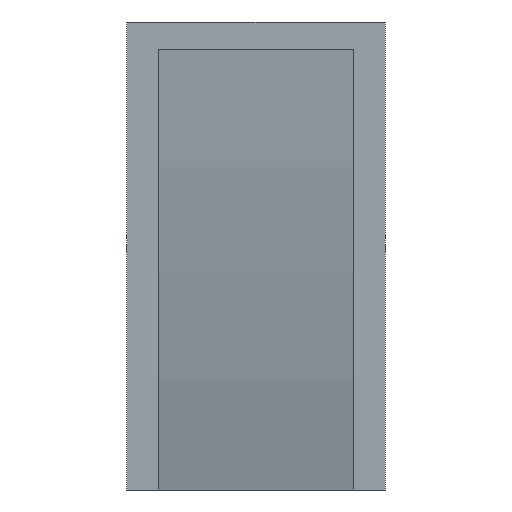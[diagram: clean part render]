
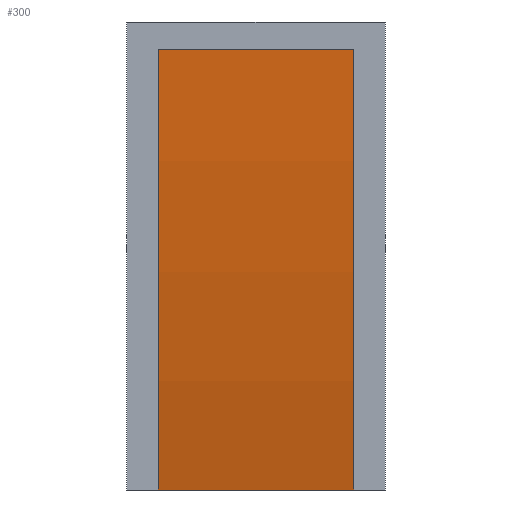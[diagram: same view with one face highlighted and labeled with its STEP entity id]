
A CAD part, front view. The second image highlights one B-rep face of the part: STEP entity #300.
In plain terms, the highlighted cylindrical face has radius 1525.7 mm (diameter 3051.41 mm), a partial arc.
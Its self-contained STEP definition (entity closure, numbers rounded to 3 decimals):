
#17=CIRCLE('',#333,1525.705);
#18=CIRCLE('',#334,1525.705);
#20=CYLINDRICAL_SURFACE('',#332,1525.705);
#24=FACE_OUTER_BOUND('',#40,.T.);
#40=EDGE_LOOP('',(#211,#212,#213,#214));
#54=LINE('',#433,#92);
#62=LINE('',#455,#100);
#92=VECTOR('',#352,10.);
#100=VECTOR('',#370,10.);
#130=VERTEX_POINT('',#430);
#131=VERTEX_POINT('',#432);
#139=VERTEX_POINT('',#453);
#140=VERTEX_POINT('',#454);
#158=EDGE_CURVE('',#131,#130,#54,.T.);
#168=EDGE_CURVE('',#139,#140,#62,.T.);
#169=EDGE_CURVE('',#139,#131,#17,.T.);
#170=EDGE_CURVE('',#130,#140,#18,.T.);
#211=ORIENTED_EDGE('',*,*,#168,.F.);
#212=ORIENTED_EDGE('',*,*,#169,.T.);
#213=ORIENTED_EDGE('',*,*,#158,.T.);
#214=ORIENTED_EDGE('',*,*,#170,.T.);
#300=ADVANCED_FACE('',(#24),#20,.T.);
#332=AXIS2_PLACEMENT_3D('',#452,#368,#369);
#333=AXIS2_PLACEMENT_3D('',#456,#371,#372);
#334=AXIS2_PLACEMENT_3D('',#457,#373,#374);
#352=DIRECTION('',(-1.,0.,0.));
#368=DIRECTION('center_axis',(-1.,0.,0.));
#369=DIRECTION('ref_axis',(0.,-0.997,-0.083));
#370=DIRECTION('',(-1.,0.,0.));
#371=DIRECTION('center_axis',(-1.,0.,0.));
#372=DIRECTION('ref_axis',(0.,-0.997,-0.083));
#373=DIRECTION('center_axis',(1.,0.,0.));
#374=DIRECTION('ref_axis',(0.,-0.997,-0.083));
#430=CARTESIAN_POINT('',(-237.,1.005,179.91));
#432=CARTESIAN_POINT('',(-112.5,1.005,179.91));
#433=CARTESIAN_POINT('',(-112.,1.005,179.91));
#452=CARTESIAN_POINT('Origin',(-112.,1521.423,306.807));
#453=CARTESIAN_POINT('',(-112.5,50.953,-100.));
#454=CARTESIAN_POINT('',(-237.,50.953,-100.));
#455=CARTESIAN_POINT('',(-112.,50.953,-100.));
#456=CARTESIAN_POINT('Origin',(-112.5,1521.423,306.807));
#457=CARTESIAN_POINT('Origin',(-237.,1521.423,306.807));
